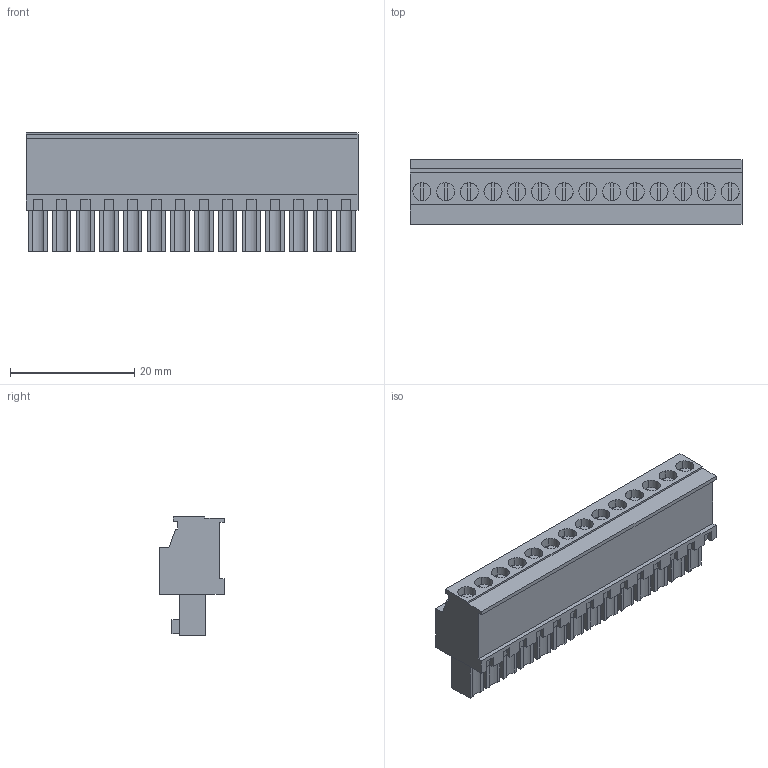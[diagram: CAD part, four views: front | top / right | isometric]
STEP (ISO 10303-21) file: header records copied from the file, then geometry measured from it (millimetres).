
FILE_DESCRIPTION(('CATIA V5 STEP Exchange','CAx-IF Rec.Pracs.--- Model Styling and Organization---1.2---2011-12-15'),'2;1');
FILE_NAME ('D1459649_0_1939950000_1939950000.stp','2017-04-12T07:22:42+00:00',('none'),('Weidmueller'),'CATIA Version 5-6 Release 2014','CATIA V5 STEP AP214','none');
FILE_SCHEMA(('AUTOMOTIVE_DESIGN { 1 0 10303 214 1 1 1 1 }'));
Length unit declared in the file: millimetre
Products named in the file (1): 1939950000
Bounding box: 53.34 x 10.4 x 19.1 mm (x, y, z)
Volume: 6548.1 mm3; surface area: 5322.9 mm2
Topology: 15 solids, 15 shells, 616 faces, 1600 edges, 1084 vertices
Faces by surface type: plane 518, cylinder 98
Entity records: 17377 total; most frequent: CARTESIAN_POINT 3208, ORIENTED_EDGE 3200, DIRECTION 2310, EDGE_CURVE 1600, VECTOR 1348, LINE 1348, VERTEX_POINT 1084, EDGE_LOOP 686
